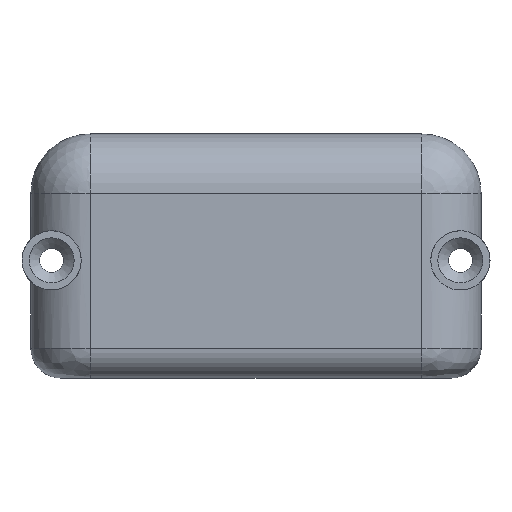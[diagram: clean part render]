
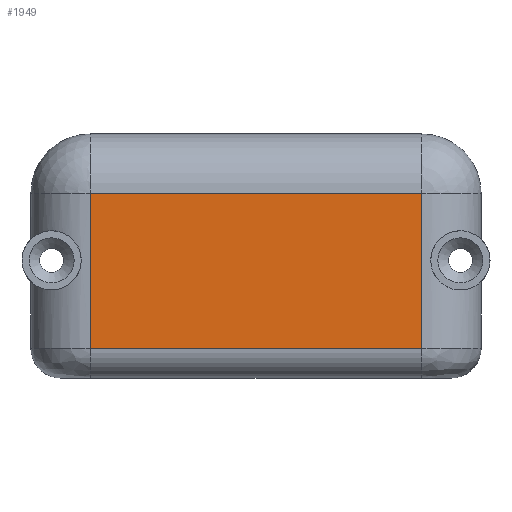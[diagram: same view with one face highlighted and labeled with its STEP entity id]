
A CAD part, top view. The second image highlights one B-rep face of the part: STEP entity #1949.
In plain terms, the highlighted planar face has unit normal (0, 0, 1).
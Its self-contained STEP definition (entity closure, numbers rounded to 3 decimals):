
#1578=CARTESIAN_POINT('',(-14.,-7.8,28.5));
#1579=VERTEX_POINT('',#1578);
#1587=CARTESIAN_POINT('',(-14.,5.3,28.5));
#1588=VERTEX_POINT('',#1587);
#1589=CARTESIAN_POINT('',(-14.,-7.8,28.5));
#1590=DIRECTION('',(0.0,1.0,0.0));
#1591=VECTOR('',#1590,13.1);
#1592=LINE('',#1589,#1591);
#1593=EDGE_CURVE('',#1579,#1588,#1592,.T.);
#1742=CARTESIAN_POINT('',(14.,5.3,28.5));
#1743=VERTEX_POINT('',#1742);
#1751=CARTESIAN_POINT('',(14.,-7.8,28.5));
#1752=VERTEX_POINT('',#1751);
#1753=CARTESIAN_POINT('',(14.,5.3,28.5));
#1754=DIRECTION('',(0.0,-1.0,0.0));
#1755=VECTOR('',#1754,13.1);
#1756=LINE('',#1753,#1755);
#1757=EDGE_CURVE('',#1743,#1752,#1756,.T.);
#1796=CARTESIAN_POINT('',(14.0,-7.8,28.5));
#1797=DIRECTION('',(-1.0,0.0,0.0));
#1798=VECTOR('',#1797,28.0);
#1799=LINE('',#1796,#1798);
#1800=EDGE_CURVE('',#1752,#1579,#1799,.T.);
#1933=CARTESIAN_POINT('',(0.0,0.,28.5));
#1934=DIRECTION('',(0.0,0.0,1.0));
#1935=DIRECTION('',(1.0,0.0,0.0));
#1936=AXIS2_PLACEMENT_3D('',#1933,#1934,#1935);
#1937=PLANE('',#1936);
#1938=ORIENTED_EDGE('',*,*,#1800,.F.);
#1939=ORIENTED_EDGE('',*,*,#1757,.F.);
#1940=CARTESIAN_POINT('',(-14.0,5.3,28.5));
#1941=DIRECTION('',(1.0,0.0,0.0));
#1942=VECTOR('',#1941,28.0);
#1943=LINE('',#1940,#1942);
#1944=EDGE_CURVE('',#1588,#1743,#1943,.T.);
#1945=ORIENTED_EDGE('',*,*,#1944,.F.);
#1946=ORIENTED_EDGE('',*,*,#1593,.F.);
#1947=EDGE_LOOP('',(#1938,#1939,#1945,#1946));
#1948=FACE_OUTER_BOUND('',#1947,.T.);
#1949=ADVANCED_FACE('',(#1948),#1937,.T.);
